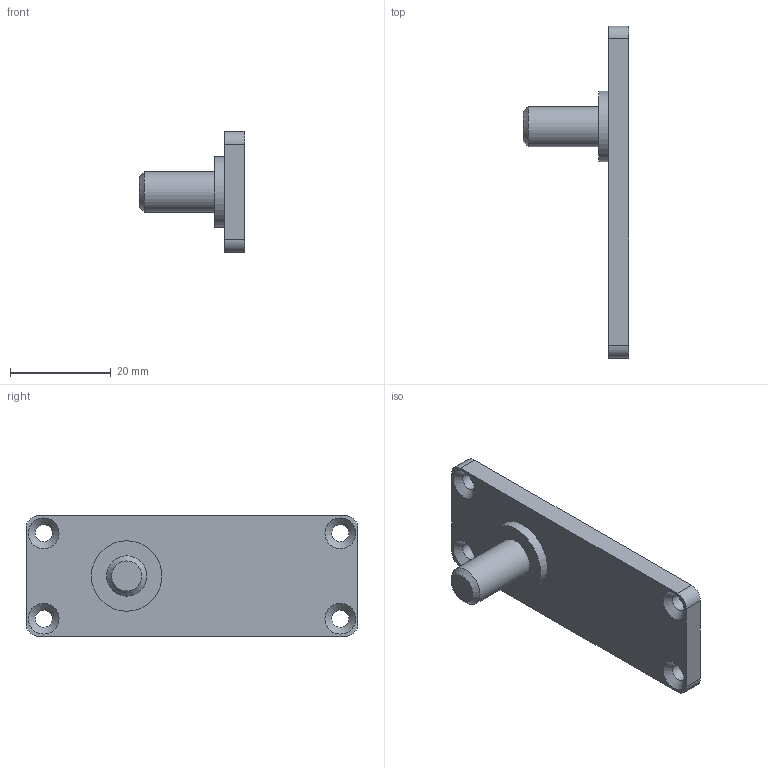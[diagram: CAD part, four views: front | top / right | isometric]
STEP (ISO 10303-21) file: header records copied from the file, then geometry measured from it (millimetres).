
FILE_DESCRIPTION(('FreeCAD Model'),'2;1');
FILE_NAME('Open CASCADE Shape Model','2024-10-02T00:53:07',(''),(''), 'Open CASCADE STEP processor 7.7','FreeCAD','Unknown');
FILE_SCHEMA(('AUTOMOTIVE_DESIGN { 1 0 10303 214 1 1 1 1 }'));
Length unit declared in the file: millimetre
Products named in the file (5): MQLinjectionSystem; MountingBase; Body; InjectionMountStud
Assembly tree (4 placements, depth 3):
  MQLinjectionSystem
    MountingBase
      Body
    InjectionMountStud
      Body
Bounding box: 21 x 66 x 24 mm (x, y, z)
Volume: 7163.4 mm3; surface area: 4829.7 mm2
Topology: 2 solids, 2 shells, 42 faces, 92 edges, 56 vertices
Faces by surface type: cylinder 14, bspline 11, plane 10, cone 7
Full cylindrical faces by diameter (mm): 3.4 x4, 8 x1, 8.917 x1, 10 x1, 14 x1
Entity records: 2397 total; most frequent: CARTESIAN_POINT 1432, ORIENTED_EDGE 184, DIRECTION 166, EDGE_CURVE 92, AXIS2_PLACEMENT_3D 67, VERTEX_POINT 56, FACE_BOUND 54, EDGE_LOOP 54
